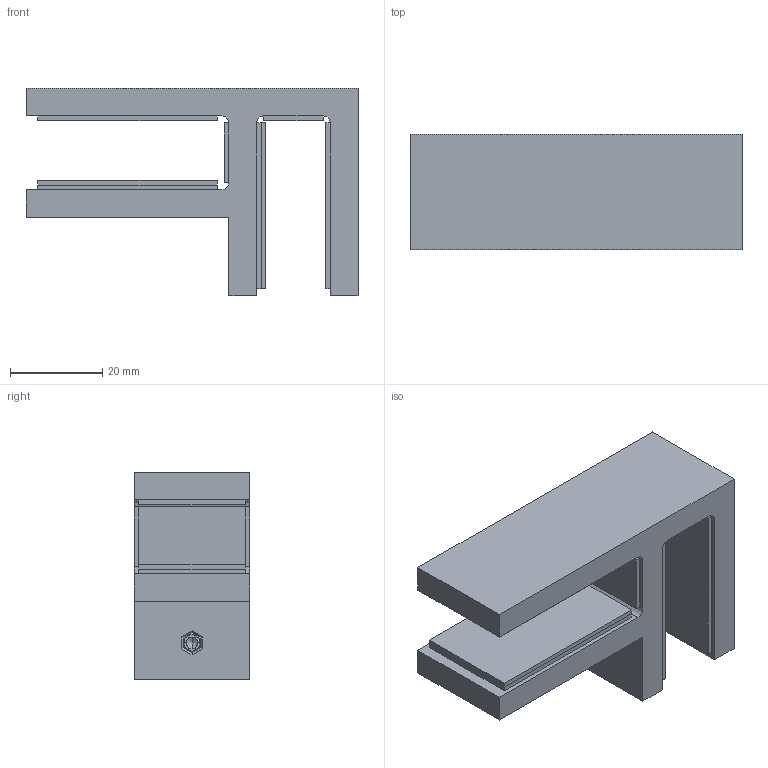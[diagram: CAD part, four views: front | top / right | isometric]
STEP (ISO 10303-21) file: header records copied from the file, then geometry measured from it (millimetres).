
FILE_DESCRIPTION (( 'STEP AP203' ), '1' );
FILE_NAME ('51297-V4A.STEP', '2022-01-27T13:12:24', ( '' ), ( '' ), 'SwSTEP 2.0', 'SolidWorks 2018', '' );
FILE_SCHEMA (( 'CONFIG_CONTROL_DESIGN' ));
Length unit declared in the file: millimetre
Products named in the file (20): 51297-V4A Teil5; 51297-V4A Teil2_51297-V4A Teil2; DIN913_DIN 913 M5x6; 51297-V4A Teil5_51297-V4A Teil5; 51297-V4A; 51297-V4A Teil2; 51297-V4A Teil1_51297-V4A Teil1; 51297-V4A Teil6; 51297-V4A Teil1; 51297-V4A Teil6_51297-V4A Teil6; DIN913; 51297-V4A Teil3_51297-V4A Teil3; 51297-V4A Teil3; 51297-V4A Teil4; 51297-V4A Teil4_51297-V4A Teil4
Assembly tree (13 placements, depth 2):
  51297-V4A Teil5
  51297-V4A
    DIN913
    DIN913
  51297-V4A Teil2
  51297-V4A Teil6
  51297-V4A Teil1
Bounding box: 72 x 25 x 45 mm (x, y, z)
Volume: 34908.2 mm3; surface area: 25091.3 mm2
Topology: 11 solids, 11 shells, 428 faces, 1106 edges, 730 vertices
Faces by surface type: plane 280, bspline 112, cylinder 20, cone 16
Entity records: 21589 total; most frequent: CARTESIAN_POINT 10798, ORIENTED_EDGE 2032, DIRECTION 1434, EDGE_CURVE 1016, VECTOR 740, LINE 740, VERTEX_POINT 673, EDGE_LOOP 423
